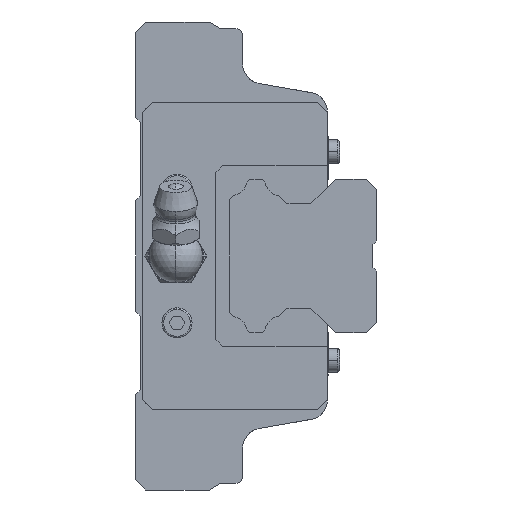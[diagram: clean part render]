
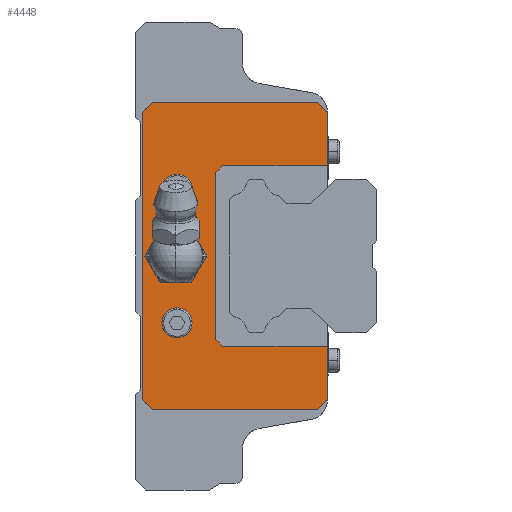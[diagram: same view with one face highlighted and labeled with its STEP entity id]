
A CAD part, left-side view. The second image highlights one B-rep face of the part: STEP entity #4448.
In plain terms, the highlighted planar face has unit normal (-1, 0, 0).
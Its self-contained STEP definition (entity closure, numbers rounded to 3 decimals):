
#2068 = VERTEX_POINT( '', #6029 );
#2170 = VERTEX_POINT( '', #6143 );
#2220 = EDGE_CURVE( '', #3330, #2856, #6197, .T. );
#2422 = EDGE_CURVE( '', #3452, #2882, #6412, .T. );
#2466 = EDGE_CURVE( '', #2788, #2068, #6460, .T. );
#2584 = VERTEX_POINT( '', #6585 );
#2622 = VERTEX_POINT( '', #6626 );
#2788 = VERTEX_POINT( '', #6806 );
#2856 = VERTEX_POINT( '', #6880 );
#2882 = VERTEX_POINT( '', #6907 );
#2922 = EDGE_CURVE( '', #4428, #4280, #6952, .T. );
#3018 = EDGE_CURVE( '', #5466, #4540, #7052, .T. );
#3330 = VERTEX_POINT( '', #7413 );
#3452 = VERTEX_POINT( '', #7547 );
#3574 = EDGE_CURVE( '', #2622, #2170, #7678, .T. );
#3714 = EDGE_CURVE( '', #4516, #2882, #7829, .T. );
#3882 = EDGE_CURVE( '', #2584, #2788, #8015, .T. );
#4140 = EDGE_CURVE( '', #2068, #5434, #8298, .T. );
#4280 = VERTEX_POINT( '', #8448 );
#4322 = VERTEX_POINT( '', #8495 );
#4428 = VERTEX_POINT( '', #8612 );
#4448 = ADVANCED_FACE( '', ( #8634, #8635, #8636, #8637 ), #8638, .F. );
#4454 = VERTEX_POINT( '', #8644 );
#4516 = VERTEX_POINT( '', #8714 );
#4540 = VERTEX_POINT( '', #8740 );
#4572 = EDGE_CURVE( '', #3330, #4322, #8773, .T. );
#4642 = EDGE_CURVE( '', #4540, #5466, #8850, .T. );
#4996 = EDGE_CURVE( '', #2170, #4516, #9234, .T. );
#5016 = EDGE_CURVE( '', #4322, #2584, #9257, .T. );
#5050 = EDGE_CURVE( '', #5434, #4454, #9295, .T. );
#5220 = EDGE_CURVE( '', #5924, #5862, #9479, .T. );
#5312 = VERTEX_POINT( '', #9581 );
#5434 = VERTEX_POINT( '', #9716 );
#5466 = VERTEX_POINT( '', #9751 );
#5532 = EDGE_CURVE( '', #4454, #5312, #9824, .T. );
#5608 = EDGE_CURVE( '', #2856, #2622, #9912, .T. );
#5632 = EDGE_CURVE( '', #5312, #3452, #9939, .T. );
#5810 = EDGE_CURVE( '', #4280, #4428, #10135, .T. );
#5838 = EDGE_CURVE( '', #5862, #5924, #10163, .T. );
#5862 = VERTEX_POINT( '', #10191 );
#5924 = VERTEX_POINT( '', #10265 );
#6029 = CARTESIAN_POINT( '', ( 40.9, 35., -21.5 ) );
#6143 = CARTESIAN_POINT( '', ( 40.9, 24., 12.5 ) );
#6197 = LINE( '', #10679, #10680 );
#6412 = LINE( '', #11020, #11021 );
#6460 = LINE( '', #11104, #11105 );
#6585 = CARTESIAN_POINT( '', ( 40.9, 8.817, -23. ) );
#6626 = CARTESIAN_POINT( '', ( 40.9, 24., -12.5 ) );
#6806 = CARTESIAN_POINT( '', ( 40.9, 33.5, -23. ) );
#6880 = CARTESIAN_POINT( '', ( 40.9, 23., -13.5 ) );
#6907 = CARTESIAN_POINT( '', ( 40.9, 7.317, 13.5 ) );
#6952 = CIRCLE( '', #11831, 3. );
#7052 = CIRCLE( '', #11970, 2.25 );
#7413 = CARTESIAN_POINT( '', ( 40.9, 7.317, -13.5 ) );
#7547 = CARTESIAN_POINT( '', ( 40.9, 7.317, 21.5 ) );
#7678 = LINE( '', #12892, #12893 );
#7829 = LINE( '', #13128, #13129 );
#8015 = LINE( '', #13383, #13384 );
#8298 = LINE( '', #13773, #13774 );
#8448 = CARTESIAN_POINT( '', ( 40.9, 27., 0. ) );
#8495 = CARTESIAN_POINT( '', ( 40.9, 7.317, -21.5 ) );
#8612 = CARTESIAN_POINT( '', ( 40.9, 33., 0. ) );
#8634 = FACE_BOUND( '', #14283, .T. );
#8635 = FACE_BOUND( '', #14284, .T. );
#8636 = FACE_BOUND( '', #14285, .T. );
#8637 = FACE_OUTER_BOUND( '', #14286, .T. );
#8638 = PLANE( '', #14287 );
#8644 = CARTESIAN_POINT( '', ( 40.9, 33.5, 23. ) );
#8714 = CARTESIAN_POINT( '', ( 40.9, 23., 13.5 ) );
#8740 = CARTESIAN_POINT( '', ( 40.9, 27.567, -10. ) );
#8773 = LINE( '', #14497, #14498 );
#8850 = CIRCLE( '', #14606, 2.25 );
#9234 = LINE( '', #15195, #15196 );
#9257 = LINE( '', #15224, #15225 );
#9295 = LINE( '', #15275, #15276 );
#9479 = CIRCLE( '', #15540, 2.25 );
#9581 = CARTESIAN_POINT( '', ( 40.9, 8.817, 23. ) );
#9716 = CARTESIAN_POINT( '', ( 40.9, 35., 21.5 ) );
#9751 = CARTESIAN_POINT( '', ( 40.9, 32.067, -10. ) );
#9824 = LINE( '', #16055, #16056 );
#9912 = LINE( '', #16175, #16176 );
#9939 = LINE( '', #16210, #16211 );
#10135 = CIRCLE( '', #16547, 3. );
#10163 = CIRCLE( '', #16593, 2.25 );
#10191 = CARTESIAN_POINT( '', ( 40.9, 27.567, 10. ) );
#10265 = CARTESIAN_POINT( '', ( 40.9, 32.067, 10. ) );
#10679 = CARTESIAN_POINT( '', ( 40.9, 6.409, -13.5 ) );
#10680 = VECTOR( '', #17027, 1. );
#11020 = CARTESIAN_POINT( '', ( 40.9, 7.317, -8.9 ) );
#11021 = VECTOR( '', #17235, 1. );
#11104 = CARTESIAN_POINT( '', ( 40.9, 33., -23.5 ) );
#11105 = VECTOR( '', #17295, 1. );
#11831 = AXIS2_PLACEMENT_3D( '', #17804, #17805, #17806 );
#11970 = AXIS2_PLACEMENT_3D( '', #17868, #17869, #17870 );
#12892 = CARTESIAN_POINT( '', ( 40.9, 24., -6.25 ) );
#12893 = VECTOR( '', #18627, 1. );
#13128 = CARTESIAN_POINT( '', ( 40.9, 14.25, 13.5 ) );
#13129 = VECTOR( '', #18755, 1. );
#13383 = CARTESIAN_POINT( '', ( 40.9, 19.5, -23. ) );
#13384 = VECTOR( '', #18991, 1. );
#13773 = CARTESIAN_POINT( '', ( 40.9, 35., 10.75 ) );
#13774 = VECTOR( '', #19308, 1. );
#14283 = EDGE_LOOP( '', ( #19674, #19675 ) );
#14284 = EDGE_LOOP( '', ( #19676, #19677 ) );
#14285 = EDGE_LOOP( '', ( #19678, #19679 ) );
#14286 = EDGE_LOOP( '', ( #19680, #19681, #19682, #19683, #19684, #19685, #19686, #19687, #19688, #19689, #19690, #19691, #19692, #19693 ) );
#14287 = AXIS2_PLACEMENT_3D( '', #19694, #19695, #19696 );
#14497 = CARTESIAN_POINT( '', ( 40.9, 7.317, -8.9 ) );
#14498 = VECTOR( '', #19845, 1. );
#14606 = AXIS2_PLACEMENT_3D( '', #19923, #19924, #19925 );
#15195 = CARTESIAN_POINT( '', ( 40.9, 22.5, 14. ) );
#15196 = VECTOR( '', #20358, 1. );
#15224 = CARTESIAN_POINT( '', ( 40.9, 1.488, -15.671 ) );
#15225 = VECTOR( '', #20387, 1. );
#15275 = CARTESIAN_POINT( '', ( 40.9, 32.25, 24.25 ) );
#15276 = VECTOR( '', #20461, 1. );
#15540 = AXIS2_PLACEMENT_3D( '', #20663, #20664, #20665 );
#16055 = CARTESIAN_POINT( '', ( 40.9, 7.259, 23. ) );
#16056 = VECTOR( '', #21077, 1. );
#16175 = CARTESIAN_POINT( '', ( 40.9, 22., -14.5 ) );
#16176 = VECTOR( '', #21191, 1. );
#16210 = CARTESIAN_POINT( '', ( 40.9, 2.238, 16.421 ) );
#16211 = VECTOR( '', #21229, 1. );
#16547 = AXIS2_PLACEMENT_3D( '', #21441, #21442, #21443 );
#16593 = AXIS2_PLACEMENT_3D( '', #21455, #21456, #21457 );
#17027 = DIRECTION( '', ( 0., 1., 0. ) );
#17235 = DIRECTION( '', ( 0., 0., -1. ) );
#17295 = DIRECTION( '', ( 0., 0.707, 0.707 ) );
#17804 = CARTESIAN_POINT( '', ( 40.9, 30., 0. ) );
#17805 = DIRECTION( '', ( 1., 0., 0. ) );
#17806 = DIRECTION( '', ( 0., 1., 0. ) );
#17868 = CARTESIAN_POINT( '', ( 40.9, 29.817, -10. ) );
#17869 = DIRECTION( '', ( 1., 0., 0. ) );
#17870 = DIRECTION( '', ( 0., 1., 0. ) );
#18627 = DIRECTION( '', ( 0., 0., 1. ) );
#18755 = DIRECTION( '', ( 0., -1., 0. ) );
#18991 = DIRECTION( '', ( 0., 1., 0. ) );
#19308 = DIRECTION( '', ( 0., 0., 1. ) );
#19674 = ORIENTED_EDGE( '', *, *, #2922, .T. );
#19675 = ORIENTED_EDGE( '', *, *, #5810, .T. );
#19676 = ORIENTED_EDGE( '', *, *, #5220, .T. );
#19677 = ORIENTED_EDGE( '', *, *, #5838, .T. );
#19678 = ORIENTED_EDGE( '', *, *, #3018, .T. );
#19679 = ORIENTED_EDGE( '', *, *, #4642, .T. );
#19680 = ORIENTED_EDGE( '', *, *, #2220, .T. );
#19681 = ORIENTED_EDGE( '', *, *, #5608, .T. );
#19682 = ORIENTED_EDGE( '', *, *, #3574, .T. );
#19683 = ORIENTED_EDGE( '', *, *, #4996, .T. );
#19684 = ORIENTED_EDGE( '', *, *, #3714, .T. );
#19685 = ORIENTED_EDGE( '', *, *, #2422, .F. );
#19686 = ORIENTED_EDGE( '', *, *, #5632, .F. );
#19687 = ORIENTED_EDGE( '', *, *, #5532, .F. );
#19688 = ORIENTED_EDGE( '', *, *, #5050, .F. );
#19689 = ORIENTED_EDGE( '', *, *, #4140, .F. );
#19690 = ORIENTED_EDGE( '', *, *, #2466, .F. );
#19691 = ORIENTED_EDGE( '', *, *, #3882, .F. );
#19692 = ORIENTED_EDGE( '', *, *, #5016, .F. );
#19693 = ORIENTED_EDGE( '', *, *, #4572, .F. );
#19694 = CARTESIAN_POINT( '', ( 40.9, 5.5, 0. ) );
#19695 = DIRECTION( '', ( 1., 0., 0. ) );
#19696 = DIRECTION( '', ( 0., 0., -1. ) );
#19845 = DIRECTION( '', ( 0., 0., -1. ) );
#19923 = CARTESIAN_POINT( '', ( 40.9, 29.817, -10. ) );
#19924 = DIRECTION( '', ( 1., 0., 0. ) );
#19925 = DIRECTION( '', ( 0., 1., 0. ) );
#20358 = DIRECTION( '', ( 0., -0.707, 0.707 ) );
#20387 = DIRECTION( '', ( 0., 0.707, -0.707 ) );
#20461 = DIRECTION( '', ( 0., -0.707, 0.707 ) );
#20663 = CARTESIAN_POINT( '', ( 40.9, 29.817, 10. ) );
#20664 = DIRECTION( '', ( 1., 0., 0. ) );
#20665 = DIRECTION( '', ( 0., 1., 0. ) );
#21077 = DIRECTION( '', ( 0., -1., 0. ) );
#21191 = DIRECTION( '', ( 0., 0.707, 0.707 ) );
#21229 = DIRECTION( '', ( 0., -0.707, -0.707 ) );
#21441 = CARTESIAN_POINT( '', ( 40.9, 30., 0. ) );
#21442 = DIRECTION( '', ( 1., 0., 0. ) );
#21443 = DIRECTION( '', ( 0., 1., 0. ) );
#21455 = CARTESIAN_POINT( '', ( 40.9, 29.817, 10. ) );
#21456 = DIRECTION( '', ( 1., 0., 0. ) );
#21457 = DIRECTION( '', ( 0., 1., 0. ) );
